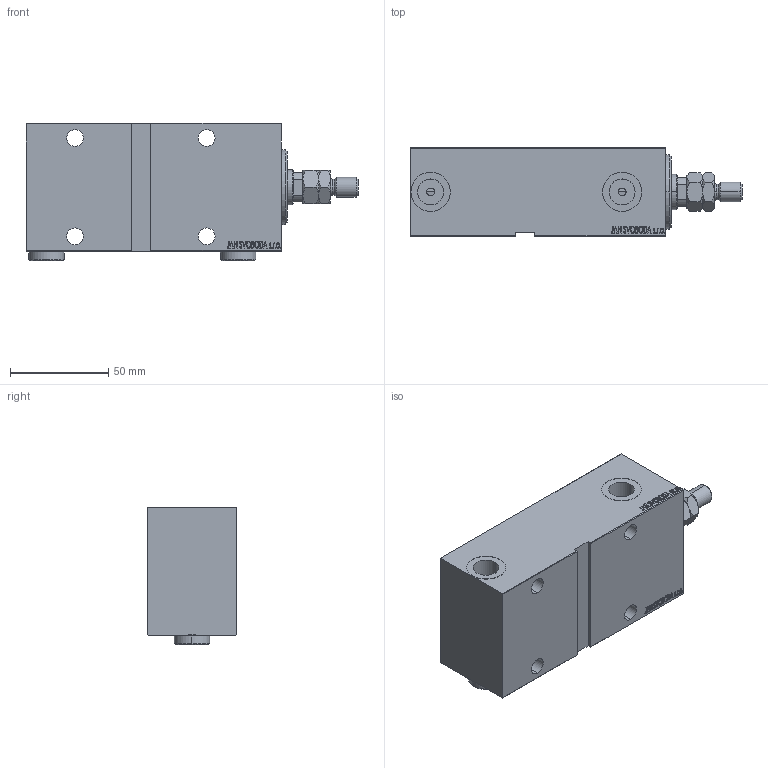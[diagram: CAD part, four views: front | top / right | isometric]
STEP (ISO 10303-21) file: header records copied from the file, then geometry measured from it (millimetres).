
FILE_DESCRIPTION (( 'STEP AP203' ), '1' );
FILE_NAME ('d972.STEP', '2024-02-12T07:12:43', ( '' ), ( '' ), 'SwSTEP 2.0', 'SolidWorks 2019', '' );
FILE_SCHEMA (( 'CONFIG_CONTROL_DESIGN' ));
Length unit declared in the file: millimetre
Products named in the file (6): MTA e9bb21ebd2847aa9dffc0e588145f3d7; Zatka_OIL_PORT e9bb21ebd2847aa9dffc0e588145f3d7; V450CM_E_VCP e9bb21ebd2847aa9dffc0e588145f3d7; V450CM_VC_B e9bb21ebd2847aa9dffc0e588145f3d7; V450CM_E_Body e9bb21ebd2847aa9dffc0e588145f3d7; d972
Assembly tree (6 placements, depth 2):
  d972
    V450CM_E_Body e9bb21ebd2847aa9dffc0e588145f3d7
    V450CM_E_VCP e9bb21ebd2847aa9dffc0e588145f3d7
    V450CM_VC_B e9bb21ebd2847aa9dffc0e588145f3d7
    MTA e9bb21ebd2847aa9dffc0e588145f3d7
    Zatka_OIL_PORT e9bb21ebd2847aa9dffc0e588145f3d7  x2
Bounding box: 169 x 45 x 69.9 mm (x, y, z)
Volume: 351178.3 mm3; surface area: 69903.2 mm2
Topology: 6 solids, 6 shells, 959 faces, 2422 edges, 1587 vertices
Faces by surface type: plane 459, bspline 380, cylinder 72, cone 46, torus 2
Entity records: 46038 total; most frequent: CARTESIAN_POINT 25288, ORIENTED_EDGE 4760, DIRECTION 2868, EDGE_CURVE 2380, VERTEX_POINT 1563, LINE 1382, VECTOR 1382, EDGE_LOOP 1071
